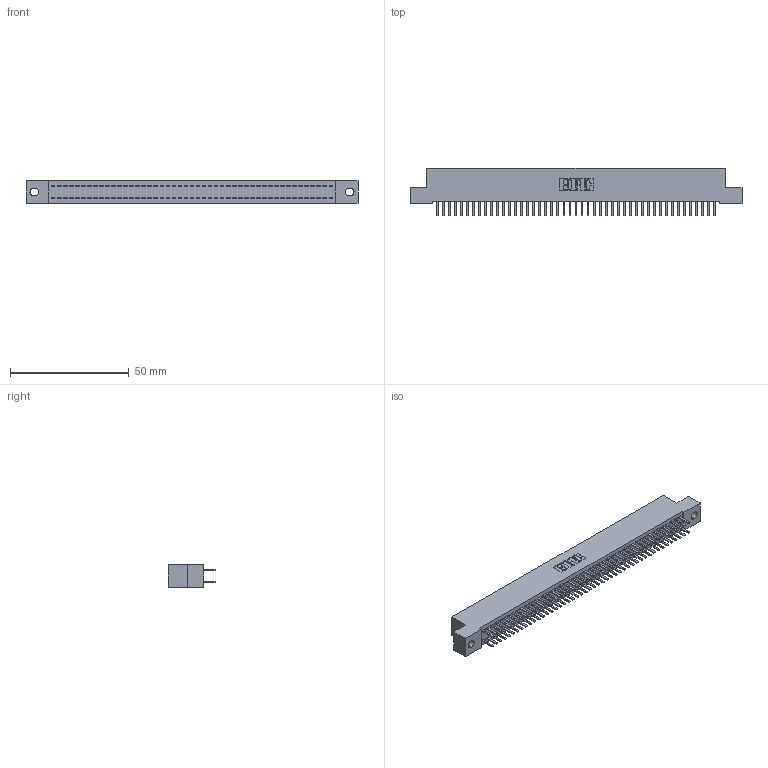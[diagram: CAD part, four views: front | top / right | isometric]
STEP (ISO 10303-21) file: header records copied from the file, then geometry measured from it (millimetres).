
FILE_DESCRIPTION (( 'STEP AP203' ), '1' );
FILE_NAME ('342-094-520-202.STEP', '2018-08-14T02:16:15', ( '' ), ( '' ), 'SwSTEP 2.0', 'SolidWorks 2016', '' );
FILE_SCHEMA (( 'CONFIG_CONTROL_DESIGN' ));
Length unit declared in the file: inch
Products named in the file (3): 345-292-001_345-293-120; 342-094-520-202; 342 Part_.128 Slot
Assembly tree (95 placements, depth 2):
  342-094-520-202
    342 Part_.128 Slot
    345-292-001_345-293-120  x94
Bounding box: 139.7 x 20.02 x 9.4 mm (x, y, z)
Volume: 12482.2 mm3; surface area: 20103.1 mm2
Topology: 95 solids, 95 shells, 5378 faces, 15633 edges, 10170 vertices
Faces by surface type: plane 3642, cylinder 1736
Entity records: 29707 total; most frequent: CARTESIAN_POINT 4930, ORIENTED_EDGE 4854, DIRECTION 4191, EDGE_CURVE 2427, VECTOR 2295, LINE 2295, VERTEX_POINT 1614, AXIS2_PLACEMENT_3D 948
